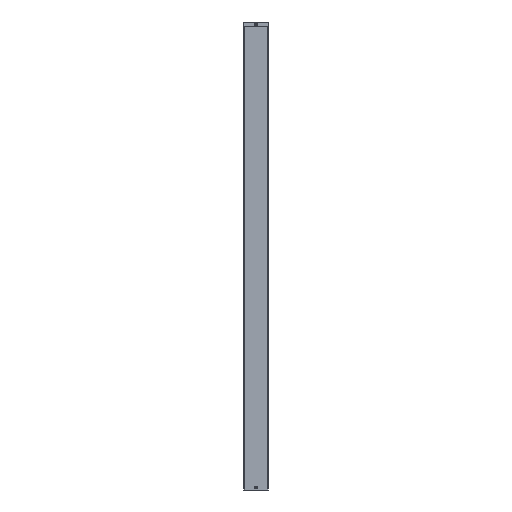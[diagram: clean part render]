
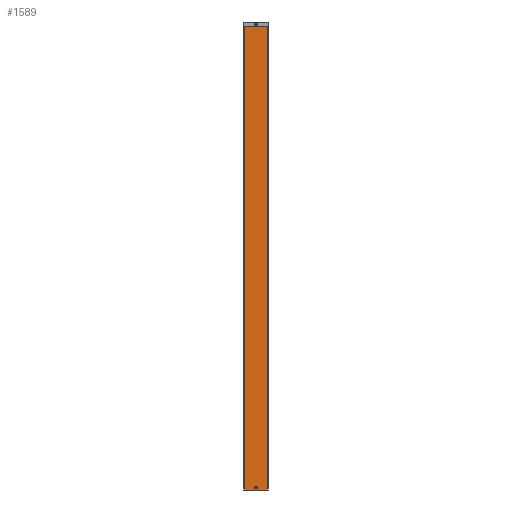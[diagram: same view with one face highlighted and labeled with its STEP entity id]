
A CAD part, front view. The second image highlights one B-rep face of the part: STEP entity #1589.
In plain terms, the highlighted planar face has unit normal (0, -1, 0).
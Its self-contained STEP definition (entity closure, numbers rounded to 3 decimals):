
#151 = DIRECTION ( 'NONE',  ( 0., -1., 0. ) ) ;
#294 = ORIENTED_EDGE ( 'NONE', *, *, #2139, .F. ) ;
#305 = LINE ( 'NONE', #3589, #1266 ) ;
#370 = CARTESIAN_POINT ( 'NONE',  ( -3.004, 0., 6.843 ) ) ;
#373 = CIRCLE ( 'NONE', #2490, 7.098 ) ;
#445 = CARTESIAN_POINT ( 'NONE',  ( -3.004, 0., 21.039 ) ) ;
#531 = CIRCLE ( 'NONE', #2162, 7.098 ) ;
#574 = LINE ( 'NONE', #3232, #2548 ) ;
#673 = LINE ( 'NONE', #3461, #1517 ) ;
#794 = CARTESIAN_POINT ( 'NONE',  ( 2.996, 0., 6.843 ) ) ;
#820 = CARTESIAN_POINT ( 'NONE',  ( 76., 0., 2968.764 ) ) ;
#893 = CARTESIAN_POINT ( 'NONE',  ( 76., 0., 0. ) ) ;
#909 = CARTESIAN_POINT ( 'NONE',  ( -3.004, 0., 13.941 ) ) ;
#923 = DIRECTION ( 'NONE',  ( 0., -1., 0. ) ) ;
#934 = DIRECTION ( 'NONE',  ( 1., 0., 0. ) ) ;
#942 = LINE ( 'NONE', #986, #2598 ) ;
#953 = VECTOR ( 'NONE', #1171, 1000. ) ;
#986 = CARTESIAN_POINT ( 'NONE',  ( -0.004, 0., 6.843 ) ) ;
#1093 = ORIENTED_EDGE ( 'NONE', *, *, #1187, .F. ) ;
#1159 = EDGE_CURVE ( 'NONE', #3269, #2594, #531, .T. ) ;
#1171 = DIRECTION ( 'NONE',  ( 0., 0., -1. ) ) ;
#1187 = EDGE_CURVE ( 'NONE', #2594, #1792, #942, .T. ) ;
#1197 = DIRECTION ( 'NONE',  ( 0., -1., 0. ) ) ;
#1219 = CARTESIAN_POINT ( 'NONE',  ( -76., 0., 3000. ) ) ;
#1230 = DIRECTION ( 'NONE',  ( 1., 0., 0. ) ) ;
#1237 = FACE_BOUND ( 'NONE', #2844, .T. ) ;
#1266 = VECTOR ( 'NONE', #2580, 1000. ) ;
#1287 = ORIENTED_EDGE ( 'NONE', *, *, #1965, .F. ) ;
#1328 = AXIS2_PLACEMENT_3D ( 'NONE', #2072, #1197, #2286 ) ;
#1416 = ORIENTED_EDGE ( 'NONE', *, *, #2023, .F. ) ;
#1427 = DIRECTION ( 'NONE',  ( 0., 1., 0. ) ) ;
#1441 = DIRECTION ( 'NONE',  ( 0., 0., 1. ) ) ;
#1494 = DIRECTION ( 'NONE',  ( -1., 0., 0. ) ) ;
#1517 = VECTOR ( 'NONE', #1801, 1000. ) ;
#1555 = VECTOR ( 'NONE', #3053, 1000. ) ;
#1589 = ADVANCED_FACE ( 'NONE', ( #2562, #1237 ), #1696, .F. ) ;
#1598 = VERTEX_POINT ( 'NONE', #1719 ) ;
#1610 = CARTESIAN_POINT ( 'NONE',  ( -77., 0., 3000. ) ) ;
#1696 = PLANE ( 'NONE',  #3357 ) ;
#1701 = CARTESIAN_POINT ( 'NONE',  ( -76., 0., 0. ) ) ;
#1712 = ORIENTED_EDGE ( 'NONE', *, *, #2859, .T. ) ;
#1716 = EDGE_CURVE ( 'NONE', #2718, #3040, #3683, .T. ) ;
#1719 = CARTESIAN_POINT ( 'NONE',  ( 10.094, 0., 13.941 ) ) ;
#1792 = VERTEX_POINT ( 'NONE', #794 ) ;
#1801 = DIRECTION ( 'NONE',  ( 0., 0., -1. ) ) ;
#1820 = EDGE_CURVE ( 'NONE', #1598, #3260, #373, .T. ) ;
#1897 = CARTESIAN_POINT ( 'NONE',  ( -76., 0., 2968.764 ) ) ;
#1953 = ORIENTED_EDGE ( 'NONE', *, *, #2781, .T. ) ;
#1965 = EDGE_CURVE ( 'NONE', #3813, #3849, #673, .T. ) ;
#2023 = EDGE_CURVE ( 'NONE', #3260, #3269, #574, .T. ) ;
#2072 = CARTESIAN_POINT ( 'NONE',  ( 2.996, 0., 13.941 ) ) ;
#2139 = EDGE_CURVE ( 'NONE', #1792, #1598, #3729, .T. ) ;
#2141 = ORIENTED_EDGE ( 'NONE', *, *, #1159, .F. ) ;
#2162 = AXIS2_PLACEMENT_3D ( 'NONE', #909, #923, #934 ) ;
#2286 = DIRECTION ( 'NONE',  ( 1., 0., 0. ) ) ;
#2490 = AXIS2_PLACEMENT_3D ( 'NONE', #2998, #151, #3304 ) ;
#2548 = VECTOR ( 'NONE', #1494, 1000. ) ;
#2562 = FACE_OUTER_BOUND ( 'NONE', #3830, .T. ) ;
#2580 = DIRECTION ( 'NONE',  ( -1., 0., 0. ) ) ;
#2594 = VERTEX_POINT ( 'NONE', #370 ) ;
#2598 = VECTOR ( 'NONE', #1230, 1000. ) ;
#2718 = VERTEX_POINT ( 'NONE', #1897 ) ;
#2781 = EDGE_CURVE ( 'NONE', #3040, #3849, #3202, .T. ) ;
#2844 = EDGE_LOOP ( 'NONE', ( #1416, #3143, #294, #1093, #2141 ) ) ;
#2859 = EDGE_CURVE ( 'NONE', #3813, #2718, #305, .T. ) ;
#2998 = CARTESIAN_POINT ( 'NONE',  ( 2.996, 0., 13.941 ) ) ;
#3040 = VERTEX_POINT ( 'NONE', #1701 ) ;
#3045 = ORIENTED_EDGE ( 'NONE', *, *, #1716, .T. ) ;
#3053 = DIRECTION ( 'NONE',  ( 1., 0., 0. ) ) ;
#3143 = ORIENTED_EDGE ( 'NONE', *, *, #1820, .F. ) ;
#3147 = CARTESIAN_POINT ( 'NONE',  ( -77., 0., 0. ) ) ;
#3172 = CARTESIAN_POINT ( 'NONE',  ( 2.996, 0., 21.039 ) ) ;
#3202 = LINE ( 'NONE', #3147, #1555 ) ;
#3232 = CARTESIAN_POINT ( 'NONE',  ( -0.004, 0., 21.039 ) ) ;
#3260 = VERTEX_POINT ( 'NONE', #3172 ) ;
#3269 = VERTEX_POINT ( 'NONE', #445 ) ;
#3304 = DIRECTION ( 'NONE',  ( 1., 0., 0. ) ) ;
#3357 = AXIS2_PLACEMENT_3D ( 'NONE', #1610, #1427, #1441 ) ;
#3461 = CARTESIAN_POINT ( 'NONE',  ( 76., 0., 3000. ) ) ;
#3589 = CARTESIAN_POINT ( 'NONE',  ( -77., 0., 2968.764 ) ) ;
#3683 = LINE ( 'NONE', #1219, #953 ) ;
#3729 = CIRCLE ( 'NONE', #1328, 7.098 ) ;
#3813 = VERTEX_POINT ( 'NONE', #820 ) ;
#3830 = EDGE_LOOP ( 'NONE', ( #1287, #1712, #3045, #1953 ) ) ;
#3849 = VERTEX_POINT ( 'NONE', #893 ) ;
